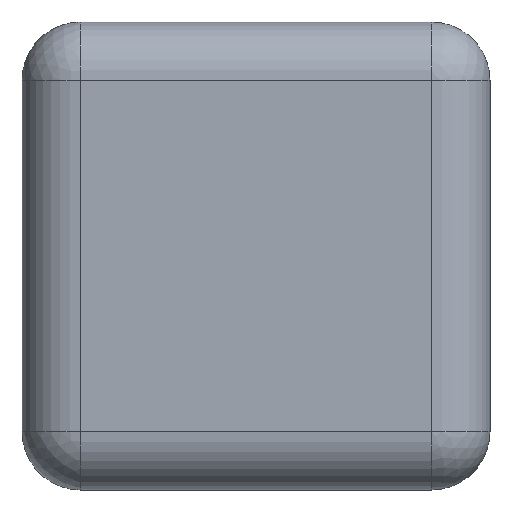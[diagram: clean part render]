
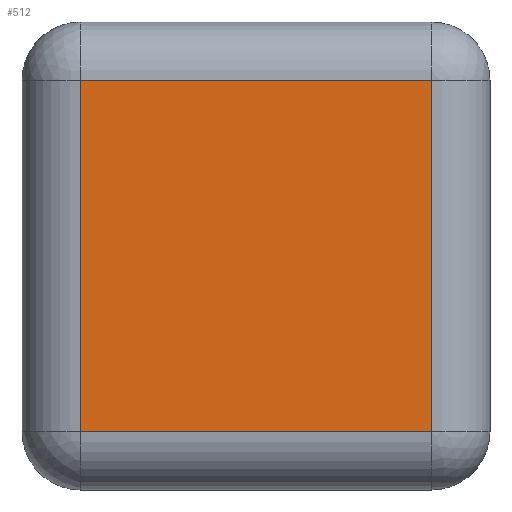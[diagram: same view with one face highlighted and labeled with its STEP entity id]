
A CAD part, left-side view. The second image highlights one B-rep face of the part: STEP entity #512.
In plain terms, the highlighted planar face has unit normal (-1, 0, 0).
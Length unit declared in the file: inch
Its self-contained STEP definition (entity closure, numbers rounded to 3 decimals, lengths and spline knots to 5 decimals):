
#38=PLANE('',#592);
#69=FACE_OUTER_BOUND('',#108,.T.);
#108=EDGE_LOOP('',(#422,#423,#424,#425));
#128=LINE('',#841,#159);
#129=LINE('',#850,#160);
#137=LINE('',#876,#168);
#142=LINE('',#883,#173);
#159=VECTOR('',#679,0.3937);
#160=VECTOR('',#690,0.3937);
#168=VECTOR('',#722,0.3937);
#173=VECTOR('',#731,0.3937);
#228=VERTEX_POINT('',#807);
#238=VERTEX_POINT('',#836);
#239=VERTEX_POINT('',#843);
#245=VERTEX_POINT('',#869);
#285=EDGE_CURVE('',#228,#238,#128,.T.);
#289=EDGE_CURVE('',#239,#228,#129,.T.);
#303=EDGE_CURVE('',#245,#239,#137,.T.);
#308=EDGE_CURVE('',#238,#245,#142,.T.);
#422=ORIENTED_EDGE('',*,*,#285,.F.);
#423=ORIENTED_EDGE('',*,*,#289,.F.);
#424=ORIENTED_EDGE('',*,*,#303,.F.);
#425=ORIENTED_EDGE('',*,*,#308,.F.);
#512=ADVANCED_FACE('',(#69),#38,.T.);
#592=AXIS2_PLACEMENT_3D('',#896,#748,#749);
#679=DIRECTION('',(0.,1.,0.));
#690=DIRECTION('',(0.,0.,-1.));
#722=DIRECTION('',(0.,-1.,0.));
#731=DIRECTION('',(0.,0.,1.));
#748=DIRECTION('center_axis',(-1.,0.,0.));
#749=DIRECTION('ref_axis',(0.,0.,1.));
#807=CARTESIAN_POINT('',(-0.875,0.125,-0.375));
#836=CARTESIAN_POINT('',(-0.875,0.875,-0.375));
#841=CARTESIAN_POINT('',(-0.875,0.,-0.375));
#843=CARTESIAN_POINT('',(-0.875,0.125,0.375));
#850=CARTESIAN_POINT('',(-0.875,0.125,-0.25));
#869=CARTESIAN_POINT('',(-0.875,0.875,0.375));
#876=CARTESIAN_POINT('',(-0.875,0.,0.375));
#883=CARTESIAN_POINT('',(-0.875,0.875,-0.25));
#896=CARTESIAN_POINT('Origin',(-0.875,0.,-0.5));
